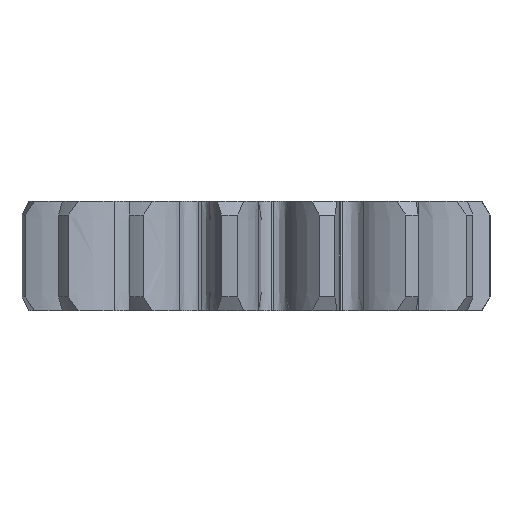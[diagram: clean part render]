
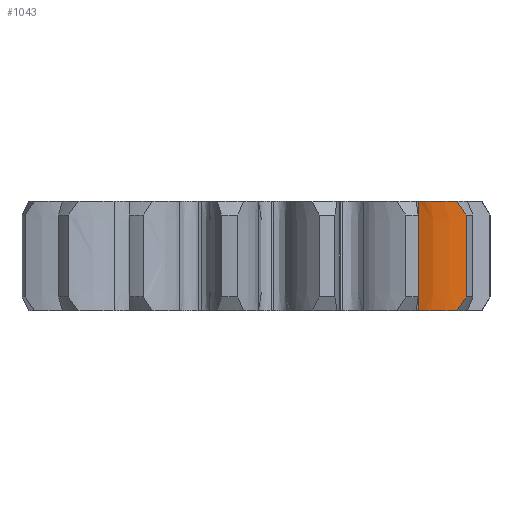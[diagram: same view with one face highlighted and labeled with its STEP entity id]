
A CAD part, front view. The second image highlights one B-rep face of the part: STEP entity #1043.
In plain terms, the highlighted face is a extrusion surface.
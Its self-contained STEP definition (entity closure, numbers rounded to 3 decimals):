
#1043=ADVANCED_FACE('',(#1871),#1873,.F.);
#1871=FACE_BOUND('',#1872,.T.);
#1872=EDGE_LOOP('',(#3305,#3306,#3307,#3308,#3309,#3310));
#1873=SURFACE_OF_LINEAR_EXTRUSION('',#1874,#1875);
#1874=B_SPLINE_CURVE_WITH_KNOTS('',3,
(#3311,#3312,#3313,#3314,#3315,#3316,#3317,#3318,#3319,#3320,#3321,#3322,#3323,#3324),
.UNSPECIFIED.,.F.,.F.,
(4,2,2,2,2,2,4),
(0.,0.181,0.356,0.525,0.689,0.848,
1.),
.UNSPECIFIED.);
#1875=VECTOR('',#1876,4.);
#1876=DIRECTION('',(0.,0.,1.));
#3305=ORIENTED_EDGE('',*,*,#3776,.F.);
#3306=ORIENTED_EDGE('',*,*,#3687,.F.);
#3307=ORIENTED_EDGE('',*,*,#3746,.F.);
#3308=ORIENTED_EDGE('',*,*,#3683,.F.);
#3309=ORIENTED_EDGE('',*,*,#3856,.F.);
#3310=ORIENTED_EDGE('',*,*,#3507,.F.);
#3311=CARTESIAN_POINT('',(7.757,-3.787,0.));
#3312=CARTESIAN_POINT('',(7.652,-3.804,0.));
#3313=CARTESIAN_POINT('',(7.546,-3.818,0.));
#3314=CARTESIAN_POINT('',(7.339,-3.837,0.));
#3315=CARTESIAN_POINT('',(7.236,-3.844,0.));
#3316=CARTESIAN_POINT('',(7.034,-3.848,0.));
#3317=CARTESIAN_POINT('',(6.934,-3.846,0.));
#3318=CARTESIAN_POINT('',(6.739,-3.835,0.));
#3319=CARTESIAN_POINT('',(6.643,-3.826,0.));
#3320=CARTESIAN_POINT('',(6.456,-3.796,0.));
#3321=CARTESIAN_POINT('',(6.364,-3.779,0.));
#3322=CARTESIAN_POINT('',(6.19,-3.728,0.));
#3323=CARTESIAN_POINT('',(6.106,-3.697,0.));
#3324=CARTESIAN_POINT('',(6.024,-3.659,0.));
#3507=EDGE_CURVE('',#3868,#3870,#3871,.T.);
#3683=EDGE_CURVE('',#4220,#4222,#4223,.F.);
#3687=EDGE_CURVE('',#4228,#4230,#4231,.F.);
#3746=EDGE_CURVE('',#4222,#4228,#4346,.F.);
#3776=EDGE_CURVE('',#4230,#3868,#4376,.T.);
#3856=EDGE_CURVE('',#3870,#4220,#4456,.T.);
#3868=VERTEX_POINT('',#4479);
#3870=VERTEX_POINT('',#4484);
#3871=B_SPLINE_CURVE_WITH_KNOTS('',3,
(#4485,#4486,#4487,#4488,#4489,#4490,#4491,#4492,#4493,#4494,#4495,#4496),
.UNSPECIFIED.,.F.,.F.,
(4,2,2,2,2,4),
(0.,0.197,0.409,0.613,0.81,1.),
.UNSPECIFIED.);
#4220=VERTEX_POINT('',#6413);
#4222=VERTEX_POINT('',#6428);
#4223=B_SPLINE_CURVE_WITH_KNOTS('',3,
(#6429,#6430,#6431,#6432,#6433,#6434,#6435,#6436,#6437,#6438,#6439,#6440),
.UNSPECIFIED.,.F.,.F.,
(4,2,2,2,2,4),
(0.,0.197,0.409,0.613,0.81,1.),
.UNSPECIFIED.);
#4228=VERTEX_POINT('',#6450);
#4230=VERTEX_POINT('',#6455);
#4231=LINE('',#6456,#6457);
#4346=B_SPLINE_CURVE_WITH_KNOTS('',3,
(#6722,#6723,#6724,#6725,#6726,#6727,#6728),
.UNSPECIFIED.,.F.,.F.,
(4,1,1,1,4),
(0.,0.235,0.48,0.735,1.),
.UNSPECIFIED.);
#4376=B_SPLINE_CURVE_WITH_KNOTS('',3,
(#6934,#6935,#6936,#6937,#6938,#6939,#6940),
.UNSPECIFIED.,.F.,.F.,
(4,1,1,1,4),
(0.,0.234,0.478,0.734,1.),
.UNSPECIFIED.);
#4456=LINE('',#7292,#7293);
#4479=CARTESIAN_POINT('',(7.412,-3.83,0.));
#4484=CARTESIAN_POINT('',(6.024,-3.659,0.));
#4485=CARTESIAN_POINT('',(7.412,-3.83,0.));
#4486=CARTESIAN_POINT('',(7.319,-3.838,0.));
#4487=CARTESIAN_POINT('',(7.226,-3.844,0.));
#4488=CARTESIAN_POINT('',(7.034,-3.848,0.));
#4489=CARTESIAN_POINT('',(6.934,-3.846,0.));
#4490=CARTESIAN_POINT('',(6.739,-3.835,0.));
#4491=CARTESIAN_POINT('',(6.643,-3.826,0.));
#4492=CARTESIAN_POINT('',(6.456,-3.796,0.));
#4493=CARTESIAN_POINT('',(6.364,-3.779,0.));
#4494=CARTESIAN_POINT('',(6.19,-3.728,0.));
#4495=CARTESIAN_POINT('',(6.106,-3.697,0.));
#4496=CARTESIAN_POINT('',(6.024,-3.659,0.));
#6413=CARTESIAN_POINT('',(6.024,-3.659,4.));
#6428=CARTESIAN_POINT('',(7.412,-3.83,4.));
#6429=CARTESIAN_POINT('',(7.412,-3.83,4.));
#6430=CARTESIAN_POINT('',(7.319,-3.838,4.));
#6431=CARTESIAN_POINT('',(7.226,-3.844,4.));
#6432=CARTESIAN_POINT('',(7.034,-3.848,4.));
#6433=CARTESIAN_POINT('',(6.934,-3.846,4.));
#6434=CARTESIAN_POINT('',(6.739,-3.835,4.));
#6435=CARTESIAN_POINT('',(6.643,-3.826,4.));
#6436=CARTESIAN_POINT('',(6.456,-3.796,4.));
#6437=CARTESIAN_POINT('',(6.364,-3.779,4.));
#6438=CARTESIAN_POINT('',(6.19,-3.728,4.));
#6439=CARTESIAN_POINT('',(6.106,-3.697,4.));
#6440=CARTESIAN_POINT('',(6.024,-3.659,4.));
#6450=CARTESIAN_POINT('',(7.757,-3.787,3.5));
#6455=CARTESIAN_POINT('',(7.757,-3.787,0.5));
#6456=CARTESIAN_POINT('',(7.757,-3.787,0.5));
#6457=VECTOR('',#6458,1.);
#6458=DIRECTION('',(0.,0.,1.));
#6722=CARTESIAN_POINT('',(7.757,-3.787,3.5));
#6723=CARTESIAN_POINT('',(7.729,-3.791,3.539));
#6724=CARTESIAN_POINT('',(7.674,-3.8,3.618));
#6725=CARTESIAN_POINT('',(7.589,-3.811,3.741));
#6726=CARTESIAN_POINT('',(7.501,-3.822,3.868));
#6727=CARTESIAN_POINT('',(7.442,-3.827,3.956));
#6728=CARTESIAN_POINT('',(7.412,-3.83,4.));
#6934=CARTESIAN_POINT('',(7.757,-3.787,0.5));
#6935=CARTESIAN_POINT('',(7.729,-3.791,0.461));
#6936=CARTESIAN_POINT('',(7.674,-3.8,0.382));
#6937=CARTESIAN_POINT('',(7.59,-3.811,0.26));
#6938=CARTESIAN_POINT('',(7.502,-3.822,0.132));
#6939=CARTESIAN_POINT('',(7.442,-3.827,0.045));
#6940=CARTESIAN_POINT('',(7.412,-3.83,0.));
#7292=CARTESIAN_POINT('',(6.024,-3.659,0.));
#7293=VECTOR('',#7294,1.);
#7294=DIRECTION('',(0.,0.,1.));
